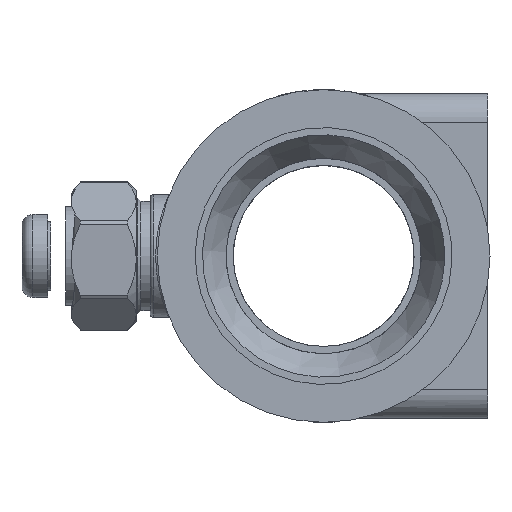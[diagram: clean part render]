
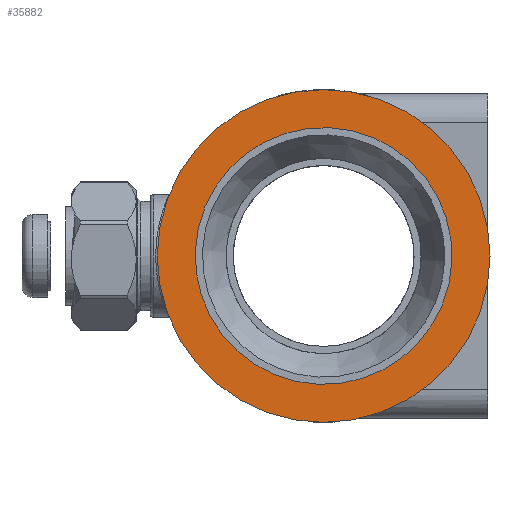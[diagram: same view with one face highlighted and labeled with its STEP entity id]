
A CAD part, left-side view. The second image highlights one B-rep face of the part: STEP entity #35882.
In plain terms, the highlighted planar face has unit normal (-1, 0, 0).
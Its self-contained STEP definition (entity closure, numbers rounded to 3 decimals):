
#1134=FACE_BOUND('',#8707,.T.);
#4541=PLANE('',#40575);
#6503=FACE_OUTER_BOUND('',#8706,.T.);
#8706=EDGE_LOOP('',(#31393,#31394));
#8707=EDGE_LOOP('',(#31395,#31396,#31397,#31398,#31399,#31400,#31401,#31402,
#31403,#31404,#31405,#31406));
#10237=LINE('',#113745,#11763);
#10241=LINE('',#113754,#11767);
#10244=LINE('',#113762,#11770);
#10247=LINE('',#113770,#11773);
#10250=LINE('',#113778,#11776);
#10252=LINE('',#113783,#11778);
#11763=VECTOR('',#51380,1000.);
#11767=VECTOR('',#51390,1000.);
#11770=VECTOR('',#51399,1000.);
#11773=VECTOR('',#51408,1000.);
#11776=VECTOR('',#51417,1000.);
#11778=VECTOR('',#51421,1000.);
#12629=CIRCLE('',#40561,34.);
#12630=CIRCLE('',#40564,34.);
#12631=CIRCLE('',#40567,34.);
#12632=CIRCLE('',#40570,34.);
#12633=CIRCLE('',#40574,34.);
#12634=CIRCLE('',#40576,46.);
#12635=CIRCLE('',#40577,46.);
#12636=CIRCLE('',#40578,34.);
#16061=VERTEX_POINT('',#113743);
#16062=VERTEX_POINT('',#113744);
#16063=VERTEX_POINT('',#113749);
#16064=VERTEX_POINT('',#113753);
#16065=VERTEX_POINT('',#113757);
#16066=VERTEX_POINT('',#113761);
#16067=VERTEX_POINT('',#113765);
#16068=VERTEX_POINT('',#113769);
#16069=VERTEX_POINT('',#113773);
#16070=VERTEX_POINT('',#113777);
#16071=VERTEX_POINT('',#113781);
#16072=VERTEX_POINT('',#113782);
#16073=VERTEX_POINT('',#113789);
#16074=VERTEX_POINT('',#113790);
#21175=EDGE_CURVE('',#16061,#16062,#10237,.T.);
#21178=EDGE_CURVE('',#16063,#16061,#12629,.T.);
#21180=EDGE_CURVE('',#16064,#16063,#10241,.T.);
#21182=EDGE_CURVE('',#16065,#16064,#12630,.T.);
#21184=EDGE_CURVE('',#16066,#16065,#10244,.T.);
#21186=EDGE_CURVE('',#16067,#16066,#12631,.T.);
#21188=EDGE_CURVE('',#16068,#16067,#10247,.T.);
#21190=EDGE_CURVE('',#16069,#16068,#12632,.T.);
#21192=EDGE_CURVE('',#16070,#16069,#10250,.T.);
#21194=EDGE_CURVE('',#16071,#16072,#10252,.T.);
#21197=EDGE_CURVE('',#16062,#16071,#12633,.T.);
#21198=EDGE_CURVE('',#16073,#16074,#12634,.T.);
#21199=EDGE_CURVE('',#16074,#16073,#12635,.T.);
#21200=EDGE_CURVE('',#16072,#16070,#12636,.T.);
#31393=ORIENTED_EDGE('',*,*,#21198,.T.);
#31394=ORIENTED_EDGE('',*,*,#21199,.T.);
#31395=ORIENTED_EDGE('',*,*,#21197,.F.);
#31396=ORIENTED_EDGE('',*,*,#21175,.F.);
#31397=ORIENTED_EDGE('',*,*,#21178,.F.);
#31398=ORIENTED_EDGE('',*,*,#21180,.F.);
#31399=ORIENTED_EDGE('',*,*,#21182,.F.);
#31400=ORIENTED_EDGE('',*,*,#21184,.F.);
#31401=ORIENTED_EDGE('',*,*,#21186,.F.);
#31402=ORIENTED_EDGE('',*,*,#21188,.F.);
#31403=ORIENTED_EDGE('',*,*,#21190,.F.);
#31404=ORIENTED_EDGE('',*,*,#21192,.F.);
#31405=ORIENTED_EDGE('',*,*,#21200,.F.);
#31406=ORIENTED_EDGE('',*,*,#21194,.F.);
#35882=ADVANCED_FACE('',(#6503,#1134),#4541,.F.);
#40561=AXIS2_PLACEMENT_3D('',#113750,#51385,#51386);
#40564=AXIS2_PLACEMENT_3D('',#113758,#51394,#51395);
#40567=AXIS2_PLACEMENT_3D('',#113766,#51403,#51404);
#40570=AXIS2_PLACEMENT_3D('',#113774,#51412,#51413);
#40574=AXIS2_PLACEMENT_3D('',#113787,#51426,#51427);
#40575=AXIS2_PLACEMENT_3D('',#113788,#51428,#51429);
#40576=AXIS2_PLACEMENT_3D('',#113791,#51430,#51431);
#40577=AXIS2_PLACEMENT_3D('',#113792,#51432,#51433);
#40578=AXIS2_PLACEMENT_3D('',#113793,#51434,#51435);
#51380=DIRECTION('',(0.,0.,-1.));
#51385=DIRECTION('center_axis',(-1.,0.,0.));
#51386=DIRECTION('ref_axis',(0.,0.,1.));
#51390=DIRECTION('',(0.,0.866,-0.5));
#51394=DIRECTION('center_axis',(-1.,0.,0.));
#51395=DIRECTION('ref_axis',(0.,0.,1.));
#51399=DIRECTION('',(0.,0.866,0.5));
#51403=DIRECTION('center_axis',(-1.,0.,0.));
#51404=DIRECTION('ref_axis',(0.,0.,1.));
#51408=DIRECTION('',(0.,0.,1.));
#51412=DIRECTION('center_axis',(-1.,0.,0.));
#51413=DIRECTION('ref_axis',(0.,0.,1.));
#51417=DIRECTION('',(0.,-0.866,0.5));
#51421=DIRECTION('',(0.,-0.866,-0.5));
#51426=DIRECTION('center_axis',(-1.,0.,0.));
#51427=DIRECTION('ref_axis',(0.,0.,1.));
#51428=DIRECTION('center_axis',(1.,0.,0.));
#51429=DIRECTION('ref_axis',(0.,0.,-1.));
#51430=DIRECTION('center_axis',(-1.,0.,0.));
#51431=DIRECTION('ref_axis',(0.,0.,1.));
#51432=DIRECTION('center_axis',(-1.,0.,0.));
#51433=DIRECTION('ref_axis',(0.,0.,1.));
#51434=DIRECTION('center_axis',(-1.,0.,0.));
#51435=DIRECTION('ref_axis',(0.,0.,1.));
#113743=CARTESIAN_POINT('',(26.862,88.749,77.107));
#113744=CARTESIAN_POINT('',(26.862,88.749,54.128));
#113745=CARTESIAN_POINT('',(26.862,88.749,77.107));
#113749=CARTESIAN_POINT('',(26.862,82.699,87.586));
#113750=CARTESIAN_POINT('Origin',(26.862,56.749,65.618));
#113753=CARTESIAN_POINT('',(26.862,62.8,99.075));
#113754=CARTESIAN_POINT('',(26.862,62.8,99.075));
#113757=CARTESIAN_POINT('',(26.862,50.699,99.075));
#113758=CARTESIAN_POINT('Origin',(26.862,56.749,65.618));
#113761=CARTESIAN_POINT('',(26.862,30.8,87.586));
#113762=CARTESIAN_POINT('',(26.862,30.8,87.586));
#113765=CARTESIAN_POINT('',(26.862,24.749,77.107));
#113766=CARTESIAN_POINT('Origin',(26.862,56.749,65.618));
#113769=CARTESIAN_POINT('',(26.862,24.749,54.128));
#113770=CARTESIAN_POINT('',(26.862,24.749,54.128));
#113773=CARTESIAN_POINT('',(26.862,30.8,43.649));
#113774=CARTESIAN_POINT('Origin',(26.862,56.749,65.618));
#113777=CARTESIAN_POINT('',(26.862,50.699,32.16));
#113778=CARTESIAN_POINT('',(26.862,50.699,32.16));
#113781=CARTESIAN_POINT('',(26.862,82.699,43.649));
#113782=CARTESIAN_POINT('',(26.862,62.8,32.16));
#113783=CARTESIAN_POINT('',(26.862,82.699,43.649));
#113787=CARTESIAN_POINT('Origin',(26.862,56.749,65.618));
#113788=CARTESIAN_POINT('Origin',(26.862,56.749,65.618));
#113789=CARTESIAN_POINT('',(26.862,56.749,111.618));
#113790=CARTESIAN_POINT('',(26.862,56.749,19.618));
#113791=CARTESIAN_POINT('Origin',(26.862,56.749,65.618));
#113792=CARTESIAN_POINT('Origin',(26.862,56.749,65.618));
#113793=CARTESIAN_POINT('Origin',(26.862,56.749,65.618));
